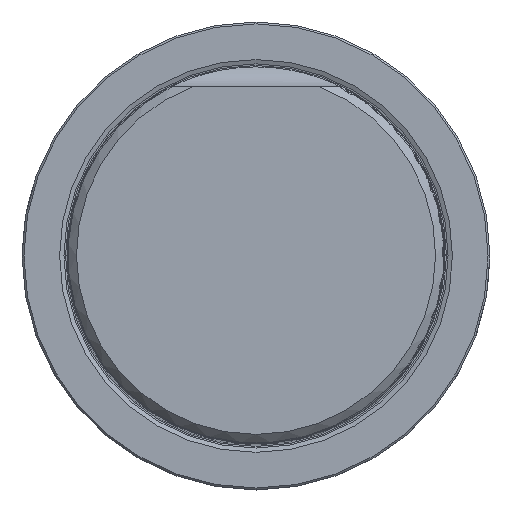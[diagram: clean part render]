
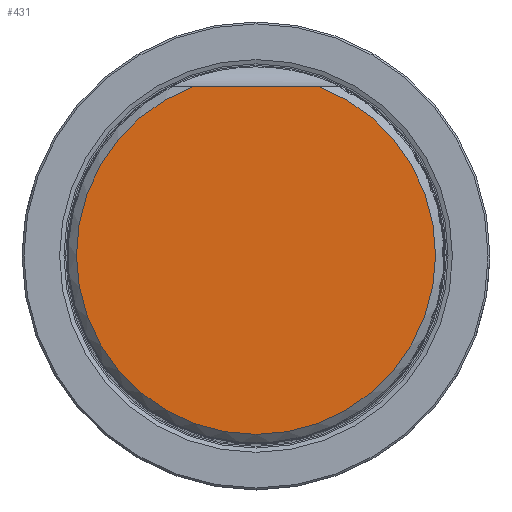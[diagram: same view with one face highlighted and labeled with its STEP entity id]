
A CAD part, top view. The second image highlights one B-rep face of the part: STEP entity #431.
In plain terms, the highlighted planar face has unit normal (0, 0, 1).
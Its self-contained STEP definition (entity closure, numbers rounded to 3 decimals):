
#316=PLANE('',#4534);
#431=ADVANCED_FACE('CU_SU_1',(#728),#316,.F.);
#728=FACE_OUTER_BOUND('',#960,.T.);
#960=EDGE_LOOP('',(#2153,#2154));
#1226=CIRCLE('',#4533,18.996);
#1517=LINE('',#6705,#1743);
#1743=VECTOR('',#5164,1.);
#2153=ORIENTED_EDGE('',*,*,#3744,.F.);
#2154=ORIENTED_EDGE('',*,*,#3745,.F.);
#3306=VERTEX_POINT('',#6703);
#3307=VERTEX_POINT('',#6704);
#3744=EDGE_CURVE('',#3306,#3307,#1226,.T.);
#3745=EDGE_CURVE('',#3307,#3306,#1517,.T.);
#4533=AXIS2_PLACEMENT_3D('',#6702,#5162,#5163);
#4534=AXIS2_PLACEMENT_3D('',#6706,#5165,#5166);
#5162=DIRECTION('',(0.,0.,-1.));
#5163=DIRECTION('',(0.,-1.,0.));
#5164=DIRECTION('',(1.,0.,0.));
#5165=DIRECTION('',(0.,0.,-1.));
#5166=DIRECTION('',(0.,-1.,0.));
#6702=CARTESIAN_POINT('',(0.,0.,70.));
#6703=CARTESIAN_POINT('',(6.623,17.804,70.));
#6704=CARTESIAN_POINT('',(-6.623,17.804,70.));
#6705=CARTESIAN_POINT('',(-19.996,17.804,70.));
#6706=CARTESIAN_POINT('',(0.,0.,70.));
